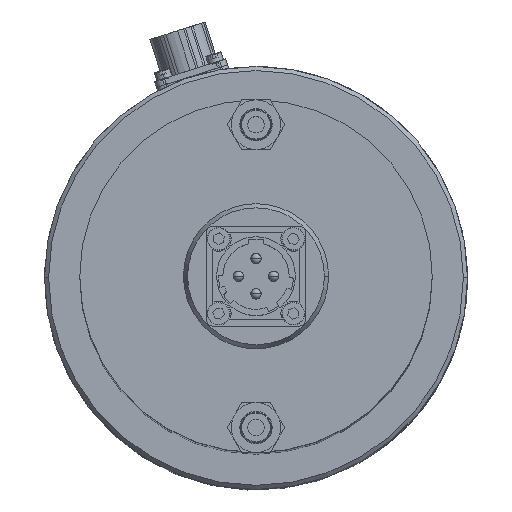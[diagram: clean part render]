
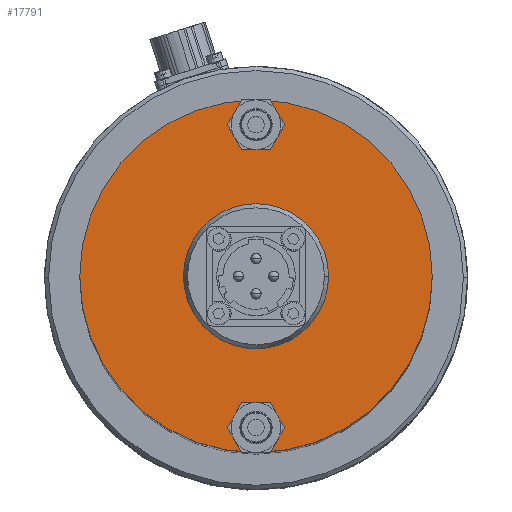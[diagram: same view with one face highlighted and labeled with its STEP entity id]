
A CAD part, top view. The second image highlights one B-rep face of the part: STEP entity #17791.
In plain terms, the highlighted planar face has unit normal (0, 0, 1).
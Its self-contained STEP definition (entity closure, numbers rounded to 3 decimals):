
#1134 = VERTEX_POINT ( 'NONE', #12650 ) ;
#2206 = DIRECTION ( 'NONE',  ( 0., 0., 1. ) ) ;
#2958 = CARTESIAN_POINT ( 'NONE',  ( 0., 0., 32. ) ) ;
#4376 = DIRECTION ( 'NONE',  ( 1., 0., 0. ) ) ;
#5136 = VERTEX_POINT ( 'NONE', #8339 ) ;
#5880 = DIRECTION ( 'NONE',  ( 0., 0., 1. ) ) ;
#6018 = ORIENTED_EDGE ( 'NONE', *, *, #6182, .T. ) ;
#6035 = EDGE_LOOP ( 'NONE', ( #16815, #12364 ) ) ;
#6182 = EDGE_CURVE ( 'NONE', #6865, #1134, #16954, .T. ) ;
#6865 = VERTEX_POINT ( 'NONE', #12100 ) ;
#7145 = DIRECTION ( 'NONE',  ( 1., 0., 0. ) ) ;
#7318 = EDGE_CURVE ( 'NONE', #12368, #5136, #9014, .T. ) ;
#7694 = EDGE_CURVE ( 'NONE', #1134, #6865, #12065, .T. ) ;
#8240 = CARTESIAN_POINT ( 'NONE',  ( 0., 0., 32. ) ) ;
#8339 = CARTESIAN_POINT ( 'NONE',  ( 17.5, 0., 32. ) ) ;
#8929 = FACE_OUTER_BOUND ( 'NONE', #14974, .T. ) ;
#9014 = CIRCLE ( 'NONE', #17267, 17.5 ) ;
#9513 = ORIENTED_EDGE ( 'NONE', *, *, #7694, .T. ) ;
#9629 = DIRECTION ( 'NONE',  ( 1., 0., 0. ) ) ;
#10629 = CARTESIAN_POINT ( 'NONE',  ( 0., 0., 32. ) ) ;
#11008 = EDGE_CURVE ( 'NONE', #5136, #12368, #16730, .T. ) ;
#11382 = AXIS2_PLACEMENT_3D ( 'NONE', #14145, #15546, #7145 ) ;
#12035 = DIRECTION ( 'NONE',  ( 1., 0., 0. ) ) ;
#12065 = CIRCLE ( 'NONE', #13289, 42.5 ) ;
#12100 = CARTESIAN_POINT ( 'NONE',  ( 42.5, 0., 32. ) ) ;
#12364 = ORIENTED_EDGE ( 'NONE', *, *, #11008, .F. ) ;
#12368 = VERTEX_POINT ( 'NONE', #12403 ) ;
#12403 = CARTESIAN_POINT ( 'NONE',  ( -17.5, 0., 32. ) ) ;
#12650 = CARTESIAN_POINT ( 'NONE',  ( -42.5, 0., 32. ) ) ;
#12662 = FACE_BOUND ( 'NONE', #6035, .T. ) ;
#12776 = DIRECTION ( 'NONE',  ( 0., 0., 1. ) ) ;
#12791 = AXIS2_PLACEMENT_3D ( 'NONE', #8240, #18053, #9629 ) ;
#13289 = AXIS2_PLACEMENT_3D ( 'NONE', #2958, #12776, #4376 ) ;
#14145 = CARTESIAN_POINT ( 'NONE',  ( 0., 0., 32. ) ) ;
#14281 = CARTESIAN_POINT ( 'NONE',  ( 0., 0., 32. ) ) ;
#14974 = EDGE_LOOP ( 'NONE', ( #9513, #6018 ) ) ;
#15546 = DIRECTION ( 'NONE',  ( 0., 0., 1. ) ) ;
#15689 = DIRECTION ( 'NONE',  ( 1., 0., 0. ) ) ;
#16730 = CIRCLE ( 'NONE', #12791, 17.5 ) ;
#16799 = AXIS2_PLACEMENT_3D ( 'NONE', #14281, #5880, #15689 ) ;
#16815 = ORIENTED_EDGE ( 'NONE', *, *, #7318, .F. ) ;
#16892 = PLANE ( 'NONE',  #11382 ) ;
#16954 = CIRCLE ( 'NONE', #16799, 42.5 ) ;
#17267 = AXIS2_PLACEMENT_3D ( 'NONE', #10629, #2206, #12035 ) ;
#17791 = ADVANCED_FACE ( 'NONE', ( #12662, #8929 ), #16892, .T. ) ;
#18053 = DIRECTION ( 'NONE',  ( 0., 0., 1. ) ) ;
